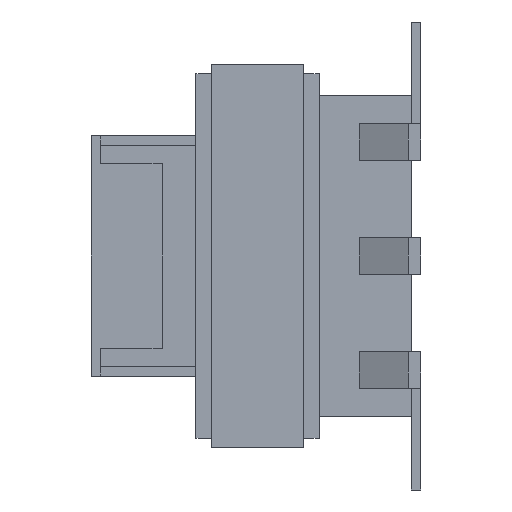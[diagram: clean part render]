
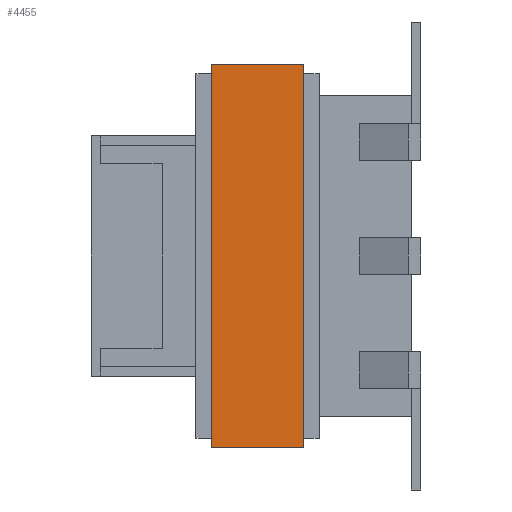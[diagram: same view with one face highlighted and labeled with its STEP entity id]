
A CAD part, left-side view. The second image highlights one B-rep face of the part: STEP entity #4455.
In plain terms, the highlighted planar face has unit normal (-1, 0, 0).
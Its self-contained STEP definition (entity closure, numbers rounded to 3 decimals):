
#167 = DIRECTION ( 'NONE',  ( 0., 0., -1. ) ) ;
#212 = PLANE ( 'NONE',  #4232 ) ;
#251 = DIRECTION ( 'NONE',  ( 0., -1., 0. ) ) ;
#614 = ORIENTED_EDGE ( 'NONE', *, *, #8328, .F. ) ;
#1200 = CARTESIAN_POINT ( 'NONE',  ( -2.985, 3.25, -3.11 ) ) ;
#1428 = VECTOR ( 'NONE', #251, 1000. ) ;
#1473 = CARTESIAN_POINT ( 'NONE',  ( -2.985, 0., -3.11 ) ) ;
#1701 = LINE ( 'NONE', #5891, #1428 ) ;
#1735 = CARTESIAN_POINT ( 'NONE',  ( -2.985, 1.75, 3.11 ) ) ;
#2297 = EDGE_CURVE ( 'NONE', #6880, #6420, #2827, .T. ) ;
#2446 = FACE_OUTER_BOUND ( 'NONE', #9698, .T. ) ;
#2827 = LINE ( 'NONE', #8281, #8707 ) ;
#3162 = CARTESIAN_POINT ( 'NONE',  ( -2.985, 1.75, -3.11 ) ) ;
#3505 = ORIENTED_EDGE ( 'NONE', *, *, #8094, .F. ) ;
#4107 = VERTEX_POINT ( 'NONE', #3162 ) ;
#4232 = AXIS2_PLACEMENT_3D ( 'NONE', #9083, #4276, #9892 ) ;
#4276 = DIRECTION ( 'NONE',  ( 1., 0., 0. ) ) ;
#4455 = ADVANCED_FACE ( 'NONE', ( #2446 ), #212, .F. ) ;
#4489 = EDGE_CURVE ( 'NONE', #6880, #9423, #1701, .T. ) ;
#4523 = VECTOR ( 'NONE', #167, 1000. ) ;
#5448 = ORIENTED_EDGE ( 'NONE', *, *, #4489, .F. ) ;
#5527 = LINE ( 'NONE', #1473, #9813 ) ;
#5891 = CARTESIAN_POINT ( 'NONE',  ( -2.985, 1.75, 3.11 ) ) ;
#6205 = CARTESIAN_POINT ( 'NONE',  ( -2.985, 3.25, 3.11 ) ) ;
#6420 = VERTEX_POINT ( 'NONE', #1200 ) ;
#6639 = LINE ( 'NONE', #1735, #4523 ) ;
#6653 = ORIENTED_EDGE ( 'NONE', *, *, #2297, .T. ) ;
#6880 = VERTEX_POINT ( 'NONE', #6205 ) ;
#7070 = DIRECTION ( 'NONE',  ( 0., 1., 0. ) ) ;
#8094 = EDGE_CURVE ( 'NONE', #4107, #6420, #5527, .T. ) ;
#8281 = CARTESIAN_POINT ( 'NONE',  ( -2.985, 3.25, 3.11 ) ) ;
#8328 = EDGE_CURVE ( 'NONE', #9423, #4107, #6639, .T. ) ;
#8707 = VECTOR ( 'NONE', #9099, 1000. ) ;
#9083 = CARTESIAN_POINT ( 'NONE',  ( -2.985, 1.75, 3.11 ) ) ;
#9099 = DIRECTION ( 'NONE',  ( 0., 0., -1. ) ) ;
#9423 = VERTEX_POINT ( 'NONE', #9661 ) ;
#9661 = CARTESIAN_POINT ( 'NONE',  ( -2.985, 1.75, 3.11 ) ) ;
#9698 = EDGE_LOOP ( 'NONE', ( #3505, #614, #5448, #6653 ) ) ;
#9813 = VECTOR ( 'NONE', #7070, 1000. ) ;
#9892 = DIRECTION ( 'NONE',  ( 0., 0., -1. ) ) ;
